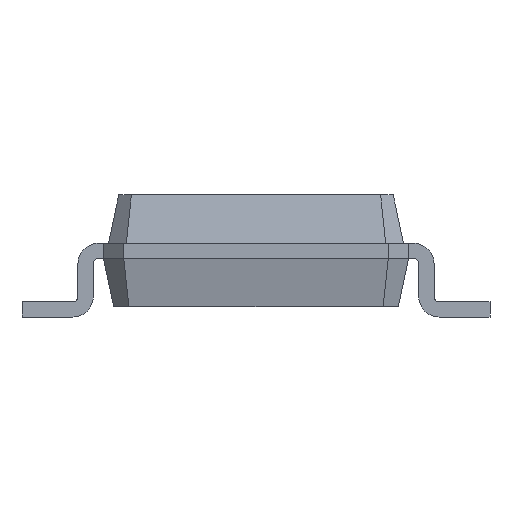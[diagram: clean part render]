
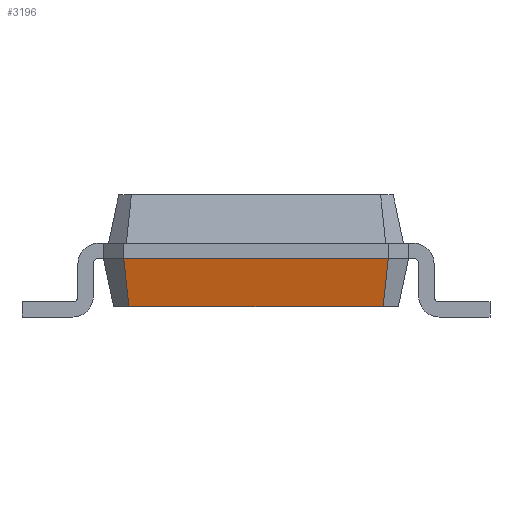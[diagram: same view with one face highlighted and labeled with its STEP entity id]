
A CAD part, front view. The second image highlights one B-rep face of the part: STEP entity #3196.
In plain terms, the highlighted free-form (B-spline) face has degree [1, 1] with [2, 2] control points.
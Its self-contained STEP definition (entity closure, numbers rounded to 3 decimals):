
#799 = PLANE('',#800);
#800 = AXIS2_PLACEMENT_3D('',#801,#802,#803);
#801 = CARTESIAN_POINT('',(-1.25,1.399,0.1));
#802 = DIRECTION('',(0.,0.,1.));
#803 = DIRECTION('',(0.666,-0.746,0.));
#826 = B_SPLINE_SURFACE_WITH_KNOTS('',1,1,(
(#827,#828)
,(#829,#830
)),.UNSPECIFIED.,.F.,.F.,.F.,(2,2),(2,2),(0.,0.283),(
0.,1.),.PIECEWISE_BEZIER_KNOTS.);
#827 = CARTESIAN_POINT('',(1.399,-1.25,0.1));
#828 = CARTESIAN_POINT('',(1.5,-1.3,0.575));
#829 = CARTESIAN_POINT('',(1.25,-1.399,0.1));
#830 = CARTESIAN_POINT('',(1.3,-1.5,0.575));
#1567 = VERTEX_POINT('',#1568);
#1568 = CARTESIAN_POINT('',(1.25,-1.399,0.1));
#1588 = EDGE_CURVE('',#1567,#1589,#1591,.T.);
#1589 = VERTEX_POINT('',#1590);
#1590 = CARTESIAN_POINT('',(-1.25,-1.399,0.1));
#1591 = SURFACE_CURVE('',#1592,(#1596,#1603),.PCURVE_S1.);
#1592 = LINE('',#1593,#1594);
#1593 = CARTESIAN_POINT('',(1.25,-1.399,0.1));
#1594 = VECTOR('',#1595,1.);
#1595 = DIRECTION('',(-1.,0.,0.));
#1596 = PCURVE('',#799,#1597);
#1597 = DEFINITIONAL_REPRESENTATION('',(#1598),#1602);
#1598 = LINE('',#1599,#1600);
#1599 = CARTESIAN_POINT('',(3.752,0.));
#1600 = VECTOR('',#1601,1.);
#1601 = DIRECTION('',(-0.666,-0.746));
#1602 = ( GEOMETRIC_REPRESENTATION_CONTEXT(2)
PARAMETRIC_REPRESENTATION_CONTEXT() REPRESENTATION_CONTEXT('2D SPACE',''
) );
#1603 = PCURVE('',#1604,#1609);
#1604 = B_SPLINE_SURFACE_WITH_KNOTS('',1,1,(
(#1605,#1606)
,(#1607,#1608
)),.UNSPECIFIED.,.F.,.F.,.F.,(2,2),(2,2),(0.,2.6),(0.,1.),
.PIECEWISE_BEZIER_KNOTS.);
#1605 = CARTESIAN_POINT('',(1.25,-1.399,0.1));
#1606 = CARTESIAN_POINT('',(1.3,-1.5,0.575));
#1607 = CARTESIAN_POINT('',(-1.25,-1.399,0.1));
#1608 = CARTESIAN_POINT('',(-1.3,-1.5,0.575));
#1609 = DEFINITIONAL_REPRESENTATION('',(#1610),#1613);
#1610 = B_SPLINE_CURVE_WITH_KNOTS('',1,(#1611,#1612),.UNSPECIFIED.,.F.,
.F.,(2,2),(0.,2.499),.PIECEWISE_BEZIER_KNOTS.);
#1611 = CARTESIAN_POINT('',(0.,0.));
#1612 = CARTESIAN_POINT('',(2.6,0.));
#1613 = ( GEOMETRIC_REPRESENTATION_CONTEXT(2)
PARAMETRIC_REPRESENTATION_CONTEXT() REPRESENTATION_CONTEXT('2D SPACE',''
) );
#1631 = B_SPLINE_SURFACE_WITH_KNOTS('',1,1,(
(#1632,#1633)
,(#1634,#1635
)),.UNSPECIFIED.,.F.,.F.,.F.,(2,2),(2,2),(0.,0.283),(
0.,1.),.PIECEWISE_BEZIER_KNOTS.);
#1632 = CARTESIAN_POINT('',(-1.25,-1.399,0.1));
#1633 = CARTESIAN_POINT('',(-1.3,-1.5,0.575));
#1634 = CARTESIAN_POINT('',(-1.399,-1.25,0.1));
#1635 = CARTESIAN_POINT('',(-1.5,-1.3,0.575));
#1746 = EDGE_CURVE('',#1567,#1747,#1749,.T.);
#1747 = VERTEX_POINT('',#1748);
#1748 = CARTESIAN_POINT('',(1.3,-1.5,0.575));
#1749 = SURFACE_CURVE('',#1750,(#1753,#1760),.PCURVE_S1.);
#1750 = B_SPLINE_CURVE_WITH_KNOTS('',1,(#1751,#1752),.UNSPECIFIED.,.F.,
.F.,(2,2),(0.,1.),.PIECEWISE_BEZIER_KNOTS.);
#1751 = CARTESIAN_POINT('',(1.25,-1.399,0.1));
#1752 = CARTESIAN_POINT('',(1.3,-1.5,0.575));
#1753 = PCURVE('',#826,#1754);
#1754 = DEFINITIONAL_REPRESENTATION('',(#1755),#1759);
#1755 = LINE('',#1756,#1757);
#1756 = CARTESIAN_POINT('',(0.283,0.));
#1757 = VECTOR('',#1758,1.);
#1758 = DIRECTION('',(0.,1.));
#1759 = ( GEOMETRIC_REPRESENTATION_CONTEXT(2)
PARAMETRIC_REPRESENTATION_CONTEXT() REPRESENTATION_CONTEXT('2D SPACE',''
) );
#1760 = PCURVE('',#1604,#1761);
#1761 = DEFINITIONAL_REPRESENTATION('',(#1762),#1766);
#1762 = LINE('',#1763,#1764);
#1763 = CARTESIAN_POINT('',(0.,0.));
#1764 = VECTOR('',#1765,1.);
#1765 = DIRECTION('',(0.,1.));
#1766 = ( GEOMETRIC_REPRESENTATION_CONTEXT(2)
PARAMETRIC_REPRESENTATION_CONTEXT() REPRESENTATION_CONTEXT('2D SPACE',''
) );
#3196 = ADVANCED_FACE('',(#3197),#1604,.F.);
#3197 = FACE_BOUND('',#3198,.F.);
#3198 = EDGE_LOOP('',(#3199,#3200,#3222,#3248));
#3199 = ORIENTED_EDGE('',*,*,#1588,.T.);
#3200 = ORIENTED_EDGE('',*,*,#3201,.T.);
#3201 = EDGE_CURVE('',#1589,#3202,#3204,.T.);
#3202 = VERTEX_POINT('',#3203);
#3203 = CARTESIAN_POINT('',(-1.3,-1.5,0.575));
#3204 = SURFACE_CURVE('',#3205,(#3208,#3215),.PCURVE_S1.);
#3205 = B_SPLINE_CURVE_WITH_KNOTS('',1,(#3206,#3207),.UNSPECIFIED.,.F.,
.F.,(2,2),(0.,1.),.PIECEWISE_BEZIER_KNOTS.);
#3206 = CARTESIAN_POINT('',(-1.25,-1.399,0.1));
#3207 = CARTESIAN_POINT('',(-1.3,-1.5,0.575));
#3208 = PCURVE('',#1604,#3209);
#3209 = DEFINITIONAL_REPRESENTATION('',(#3210),#3214);
#3210 = LINE('',#3211,#3212);
#3211 = CARTESIAN_POINT('',(2.6,0.));
#3212 = VECTOR('',#3213,1.);
#3213 = DIRECTION('',(0.,1.));
#3214 = ( GEOMETRIC_REPRESENTATION_CONTEXT(2)
PARAMETRIC_REPRESENTATION_CONTEXT() REPRESENTATION_CONTEXT('2D SPACE',''
) );
#3215 = PCURVE('',#1631,#3216);
#3216 = DEFINITIONAL_REPRESENTATION('',(#3217),#3221);
#3217 = LINE('',#3218,#3219);
#3218 = CARTESIAN_POINT('',(0.,0.));
#3219 = VECTOR('',#3220,1.);
#3220 = DIRECTION('',(0.,1.));
#3221 = ( GEOMETRIC_REPRESENTATION_CONTEXT(2)
PARAMETRIC_REPRESENTATION_CONTEXT() REPRESENTATION_CONTEXT('2D SPACE',''
) );
#3222 = ORIENTED_EDGE('',*,*,#3223,.F.);
#3223 = EDGE_CURVE('',#1747,#3202,#3224,.T.);
#3224 = SURFACE_CURVE('',#3225,(#3229,#3236),.PCURVE_S1.);
#3225 = LINE('',#3226,#3227);
#3226 = CARTESIAN_POINT('',(1.3,-1.5,0.575));
#3227 = VECTOR('',#3228,1.);
#3228 = DIRECTION('',(-1.,0.,0.));
#3229 = PCURVE('',#1604,#3230);
#3230 = DEFINITIONAL_REPRESENTATION('',(#3231),#3235);
#3231 = LINE('',#3232,#3233);
#3232 = CARTESIAN_POINT('',(0.,1.));
#3233 = VECTOR('',#3234,1.);
#3234 = DIRECTION('',(1.,0.));
#3235 = ( GEOMETRIC_REPRESENTATION_CONTEXT(2)
PARAMETRIC_REPRESENTATION_CONTEXT() REPRESENTATION_CONTEXT('2D SPACE',''
) );
#3236 = PCURVE('',#3237,#3242);
#3237 = PLANE('',#3238);
#3238 = AXIS2_PLACEMENT_3D('',#3239,#3240,#3241);
#3239 = CARTESIAN_POINT('',(1.3,-1.5,0.725));
#3240 = DIRECTION('',(0.,1.,0.));
#3241 = DIRECTION('',(-1.,0.,0.));
#3242 = DEFINITIONAL_REPRESENTATION('',(#3243),#3247);
#3243 = LINE('',#3244,#3245);
#3244 = CARTESIAN_POINT('',(0.,-0.15));
#3245 = VECTOR('',#3246,1.);
#3246 = DIRECTION('',(1.,0.));
#3247 = ( GEOMETRIC_REPRESENTATION_CONTEXT(2)
PARAMETRIC_REPRESENTATION_CONTEXT() REPRESENTATION_CONTEXT('2D SPACE',''
) );
#3248 = ORIENTED_EDGE('',*,*,#1746,.F.);
